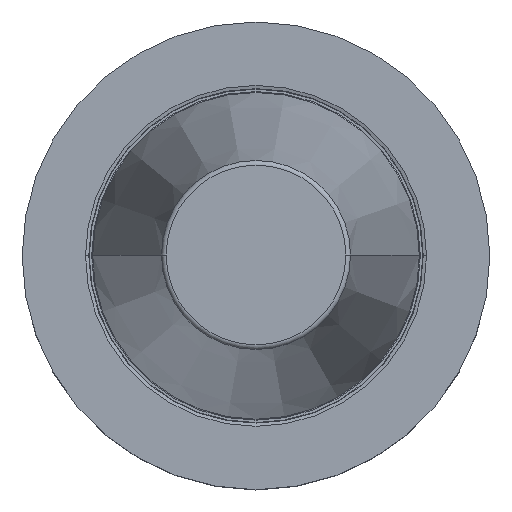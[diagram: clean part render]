
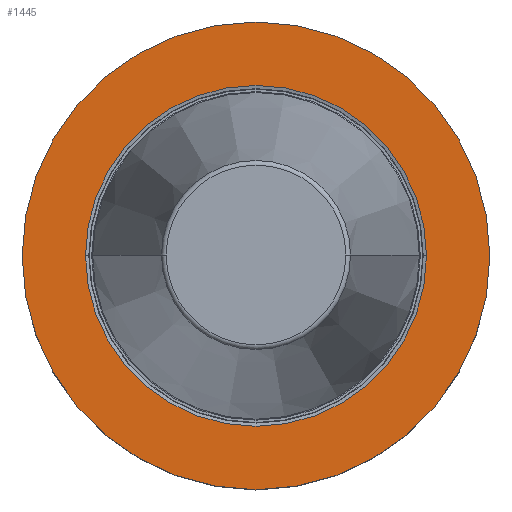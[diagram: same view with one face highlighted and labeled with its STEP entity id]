
A CAD part, top view. The second image highlights one B-rep face of the part: STEP entity #1445.
In plain terms, the highlighted planar face has unit normal (0, 0, 1).
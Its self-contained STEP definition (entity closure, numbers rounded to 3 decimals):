
#39=CARTESIAN_POINT('',(0.,0.,-3.));
#40=DIRECTION('',(0.,0.,-1.));
#41=DIRECTION('',(1.,0.,0.));
#42=AXIS2_PLACEMENT_3D('',#39,#40,#41);
#48=CARTESIAN_POINT('',(0.,0.,-3.));
#49=DIRECTION('',(0.,0.,1.));
#50=DIRECTION('',(1.,0.,0.));
#51=AXIS2_PLACEMENT_3D('',#48,#49,#50);
#56=CARTESIAN_POINT('',(0.,0.,-3.));
#57=DIRECTION('',(0.,0.,1.));
#58=DIRECTION('',(1.,0.,0.));
#59=AXIS2_PLACEMENT_3D('',#56,#57,#58);
#64=CARTESIAN_POINT('',(0.,0.,-3.));
#65=DIRECTION('',(0.,0.,1.));
#66=DIRECTION('',(-1.,0.,0.));
#67=AXIS2_PLACEMENT_3D('',#64,#65,#66);
#1360=CARTESIAN_POINT('',(50.,0.,-3.));
#1361=CARTESIAN_POINT('',(-50.,0.,-3.));
#1362=VERTEX_POINT('',#1360);
#1363=VERTEX_POINT('',#1361);
#1422=CARTESIAN_POINT('',(36.446,0.,-3.));
#1423=VERTEX_POINT('',#1422);
#1426=CARTESIAN_POINT('',(-36.446,0.,-3.));
#1427=VERTEX_POINT('',#1426);
#1428=CARTESIAN_POINT('',(0.,0.,-3.));
#1429=DIRECTION('',(0.,0.,-1.));
#1430=DIRECTION('',(-1.,0.,0.));
#1431=AXIS2_PLACEMENT_3D('',#1428,#1429,#1430);
#1432=PLANE('',#1431);
#1434=ORIENTED_EDGE('',*,*,#1433,.T.);
#1436=ORIENTED_EDGE('',*,*,#1435,.F.);
#1437=EDGE_LOOP('',(#1434,#1436));
#1438=FACE_OUTER_BOUND('',#1437,.F.);
#1440=ORIENTED_EDGE('',*,*,#1439,.T.);
#1442=ORIENTED_EDGE('',*,*,#1441,.T.);
#1443=EDGE_LOOP('',(#1440,#1442));
#1444=FACE_BOUND('',#1443,.F.);
#43=CIRCLE('',#42,50.);
#52=CIRCLE('',#51,50.);
#60=CIRCLE('',#59,36.446);
#68=CIRCLE('',#67,36.446);
#1433=EDGE_CURVE('',#1362,#1363,#43,.T.);
#1435=EDGE_CURVE('',#1362,#1363,#52,.T.);
#1439=EDGE_CURVE('',#1423,#1427,#60,.T.);
#1441=EDGE_CURVE('',#1427,#1423,#68,.T.);
#1445=ADVANCED_FACE('',(#1438,#1444),#1432,.F.);
